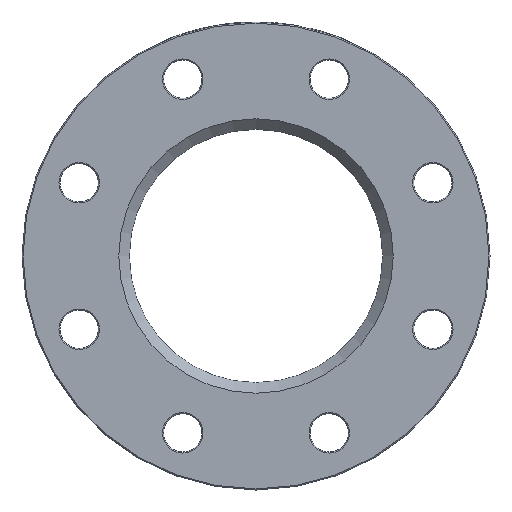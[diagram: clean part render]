
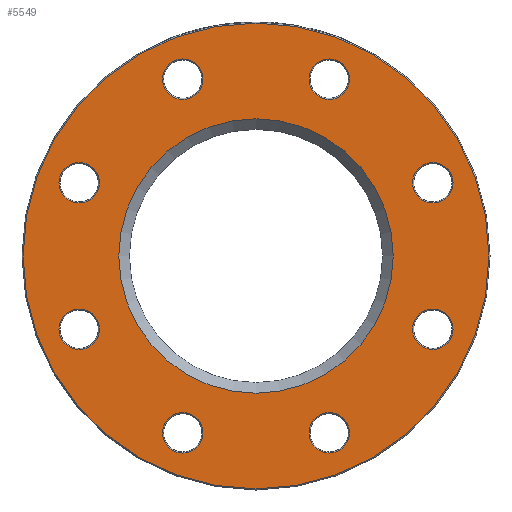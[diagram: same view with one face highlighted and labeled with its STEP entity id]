
A CAD part, left-side view. The second image highlights one B-rep face of the part: STEP entity #5549.
In plain terms, the highlighted planar face has unit normal (-1, 0, 0).
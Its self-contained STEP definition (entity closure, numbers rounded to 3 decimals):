
#5 = FACE_BOUND ( 'NONE', #3346, .T. ) ;
#101 = ORIENTED_EDGE ( 'NONE', *, *, #2325, .T. ) ;
#241 = CARTESIAN_POINT ( 'NONE',  ( 0., -34.442, -83.149 ) ) ;
#247 = AXIS2_PLACEMENT_3D ( 'NONE', #241, #5310, #1173 ) ;
#343 = DIRECTION ( 'NONE',  ( 1., 0., 0. ) ) ;
#397 = VERTEX_POINT ( 'NONE', #3107 ) ;
#404 = DIRECTION ( 'NONE',  ( 1., 0., 0. ) ) ;
#434 = CARTESIAN_POINT ( 'NONE',  ( 0., 0., 0. ) ) ;
#463 = DIRECTION ( 'NONE',  ( 1., 0., 0. ) ) ;
#478 = EDGE_CURVE ( 'NONE', #2444, #2444, #3356, .T. ) ;
#536 = AXIS2_PLACEMENT_3D ( 'NONE', #4044, #404, #5838 ) ;
#725 = CIRCLE ( 'NONE', #2744, 64.5 ) ;
#744 = EDGE_CURVE ( 'NONE', #3383, #3383, #4414, .T. ) ;
#792 = DIRECTION ( 'NONE',  ( 1., 0., 0. ) ) ;
#881 = CARTESIAN_POINT ( 'NONE',  ( 0., 0., -64.5 ) ) ;
#905 = ORIENTED_EDGE ( 'NONE', *, *, #1451, .T. ) ;
#938 = DIRECTION ( 'NONE',  ( 0., 0., -1. ) ) ;
#942 = FACE_BOUND ( 'NONE', #2409, .T. ) ;
#1006 = ORIENTED_EDGE ( 'NONE', *, *, #1927, .T. ) ;
#1010 = ORIENTED_EDGE ( 'NONE', *, *, #1182, .T. ) ;
#1086 = DIRECTION ( 'NONE',  ( 1., 0., 0. ) ) ;
#1173 = DIRECTION ( 'NONE',  ( 0., 0., -1. ) ) ;
#1182 = EDGE_CURVE ( 'NONE', #4929, #4929, #5224, .T. ) ;
#1193 = EDGE_LOOP ( 'NONE', ( #101 ) ) ;
#1328 = VERTEX_POINT ( 'NONE', #2229 ) ;
#1365 = DIRECTION ( 'NONE',  ( -1., 0., 0. ) ) ;
#1451 = EDGE_CURVE ( 'NONE', #397, #397, #5231, .T. ) ;
#1478 = AXIS2_PLACEMENT_3D ( 'NONE', #2632, #343, #1872 ) ;
#1636 = ORIENTED_EDGE ( 'NONE', *, *, #2283, .T. ) ;
#1724 = VERTEX_POINT ( 'NONE', #5801 ) ;
#1752 = CARTESIAN_POINT ( 'NONE',  ( 0., 34.442, 83.149 ) ) ;
#1780 = VERTEX_POINT ( 'NONE', #4956 ) ;
#1795 = CARTESIAN_POINT ( 'NONE',  ( 0., 0., 0. ) ) ;
#1842 = FACE_BOUND ( 'NONE', #5463, .T. ) ;
#1872 = DIRECTION ( 'NONE',  ( 0., 0., -1. ) ) ;
#1927 = EDGE_CURVE ( 'NONE', #2656, #2656, #3218, .T. ) ;
#2005 = CARTESIAN_POINT ( 'NONE',  ( 0., 0., -109.5 ) ) ;
#2126 = CARTESIAN_POINT ( 'NONE',  ( 0., -83.149, -34.442 ) ) ;
#2146 = CARTESIAN_POINT ( 'NONE',  ( 0., 83.149, -43.942 ) ) ;
#2175 = AXIS2_PLACEMENT_3D ( 'NONE', #1752, #792, #5407 ) ;
#2191 = DIRECTION ( 'NONE',  ( 1., 0., 0. ) ) ;
#2229 = CARTESIAN_POINT ( 'NONE',  ( 0., 83.149, 24.942 ) ) ;
#2283 = EDGE_CURVE ( 'NONE', #1780, #1780, #2742, .T. ) ;
#2291 = FACE_OUTER_BOUND ( 'NONE', #4697, .T. ) ;
#2325 = EDGE_CURVE ( 'NONE', #5772, #5772, #3129, .T. ) ;
#2409 = EDGE_LOOP ( 'NONE', ( #905 ) ) ;
#2444 = VERTEX_POINT ( 'NONE', #2005 ) ;
#2531 = FACE_BOUND ( 'NONE', #5166, .T. ) ;
#2632 = CARTESIAN_POINT ( 'NONE',  ( 0., 34.442, -83.149 ) ) ;
#2656 = VERTEX_POINT ( 'NONE', #2146 ) ;
#2710 = CARTESIAN_POINT ( 'NONE',  ( 0., -34.442, 83.149 ) ) ;
#2714 = CARTESIAN_POINT ( 'NONE',  ( 0., 34.442, -92.649 ) ) ;
#2739 = EDGE_LOOP ( 'NONE', ( #1010 ) ) ;
#2742 = CIRCLE ( 'NONE', #4085, 9.5 ) ;
#2744 = AXIS2_PLACEMENT_3D ( 'NONE', #1795, #2191, #3176 ) ;
#2866 = FACE_BOUND ( 'NONE', #2739, .T. ) ;
#2887 = EDGE_CURVE ( 'NONE', #1328, #1328, #4269, .T. ) ;
#2959 = CARTESIAN_POINT ( 'NONE',  ( 0., 59.5, 0. ) ) ;
#3010 = CARTESIAN_POINT ( 'NONE',  ( 0., 83.149, 34.442 ) ) ;
#3107 = CARTESIAN_POINT ( 'NONE',  ( 0., -34.442, -92.649 ) ) ;
#3129 = CIRCLE ( 'NONE', #536, 9.5 ) ;
#3132 = DIRECTION ( 'NONE',  ( 1., 0., 0. ) ) ;
#3174 = DIRECTION ( 'NONE',  ( 0., 0., -1. ) ) ;
#3176 = DIRECTION ( 'NONE',  ( 0., 0., -1. ) ) ;
#3218 = CIRCLE ( 'NONE', #4938, 9.5 ) ;
#3220 = FACE_BOUND ( 'NONE', #5533, .T. ) ;
#3239 = AXIS2_PLACEMENT_3D ( 'NONE', #2959, #4753, #3881 ) ;
#3289 = ORIENTED_EDGE ( 'NONE', *, *, #4304, .T. ) ;
#3346 = EDGE_LOOP ( 'NONE', ( #3289 ) ) ;
#3356 = CIRCLE ( 'NONE', #3542, 109.5 ) ;
#3383 = VERTEX_POINT ( 'NONE', #5208 ) ;
#3493 = VERTEX_POINT ( 'NONE', #881 ) ;
#3522 = ORIENTED_EDGE ( 'NONE', *, *, #2887, .T. ) ;
#3542 = AXIS2_PLACEMENT_3D ( 'NONE', #434, #1365, #3174 ) ;
#3667 = FACE_BOUND ( 'NONE', #1193, .T. ) ;
#3866 = EDGE_CURVE ( 'NONE', #3493, #3493, #725, .T. ) ;
#3881 = DIRECTION ( 'NONE',  ( 0., 0., -1. ) ) ;
#4000 = EDGE_LOOP ( 'NONE', ( #4596 ) ) ;
#4022 = EDGE_LOOP ( 'NONE', ( #1006 ) ) ;
#4044 = CARTESIAN_POINT ( 'NONE',  ( 0., -83.149, 34.442 ) ) ;
#4085 = AXIS2_PLACEMENT_3D ( 'NONE', #2126, #4380, #5780 ) ;
#4269 = CIRCLE ( 'NONE', #5607, 9.5 ) ;
#4270 = FACE_BOUND ( 'NONE', #4022, .T. ) ;
#4304 = EDGE_CURVE ( 'NONE', #1724, #1724, #4947, .T. ) ;
#4380 = DIRECTION ( 'NONE',  ( 1., 0., 0. ) ) ;
#4414 = CIRCLE ( 'NONE', #4792, 9.5 ) ;
#4596 = ORIENTED_EDGE ( 'NONE', *, *, #3866, .T. ) ;
#4697 = EDGE_LOOP ( 'NONE', ( #5350 ) ) ;
#4753 = DIRECTION ( 'NONE',  ( 1., 0., 0. ) ) ;
#4792 = AXIS2_PLACEMENT_3D ( 'NONE', #2710, #3132, #938 ) ;
#4929 = VERTEX_POINT ( 'NONE', #2714 ) ;
#4938 = AXIS2_PLACEMENT_3D ( 'NONE', #5503, #463, #5926 ) ;
#4947 = CIRCLE ( 'NONE', #2175, 9.5 ) ;
#4956 = CARTESIAN_POINT ( 'NONE',  ( 0., -83.149, -43.942 ) ) ;
#5012 = FACE_BOUND ( 'NONE', #4000, .T. ) ;
#5166 = EDGE_LOOP ( 'NONE', ( #3522 ) ) ;
#5208 = CARTESIAN_POINT ( 'NONE',  ( 0., -34.442, 73.649 ) ) ;
#5224 = CIRCLE ( 'NONE', #1478, 9.5 ) ;
#5231 = CIRCLE ( 'NONE', #247, 9.5 ) ;
#5310 = DIRECTION ( 'NONE',  ( 1., 0., 0. ) ) ;
#5350 = ORIENTED_EDGE ( 'NONE', *, *, #478, .T. ) ;
#5407 = DIRECTION ( 'NONE',  ( 0., 0., -1. ) ) ;
#5439 = CARTESIAN_POINT ( 'NONE',  ( 0., -83.149, 24.942 ) ) ;
#5463 = EDGE_LOOP ( 'NONE', ( #5581 ) ) ;
#5503 = CARTESIAN_POINT ( 'NONE',  ( 0., 83.149, -34.442 ) ) ;
#5533 = EDGE_LOOP ( 'NONE', ( #1636 ) ) ;
#5549 = ADVANCED_FACE ( 'NONE', ( #5012, #2291, #5, #1842, #3667, #3220, #942, #2866, #4270, #2531 ), #5649, .F. ) ;
#5581 = ORIENTED_EDGE ( 'NONE', *, *, #744, .T. ) ;
#5607 = AXIS2_PLACEMENT_3D ( 'NONE', #3010, #1086, #5643 ) ;
#5643 = DIRECTION ( 'NONE',  ( 0., 0., -1. ) ) ;
#5649 = PLANE ( 'NONE',  #3239 ) ;
#5772 = VERTEX_POINT ( 'NONE', #5439 ) ;
#5780 = DIRECTION ( 'NONE',  ( 0., 0., -1. ) ) ;
#5801 = CARTESIAN_POINT ( 'NONE',  ( 0., 34.442, 73.649 ) ) ;
#5838 = DIRECTION ( 'NONE',  ( 0., 0., -1. ) ) ;
#5926 = DIRECTION ( 'NONE',  ( 0., 0., -1. ) ) ;
